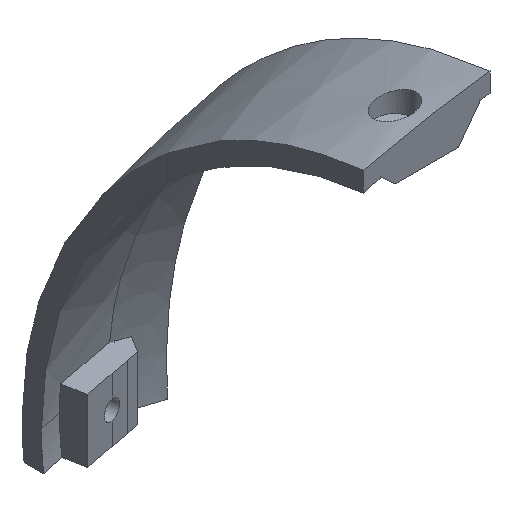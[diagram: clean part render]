
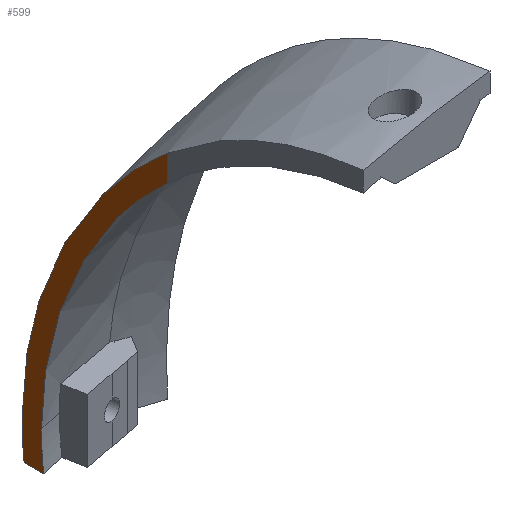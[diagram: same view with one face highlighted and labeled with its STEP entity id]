
A CAD part, isometric view. The second image highlights one B-rep face of the part: STEP entity #599.
In plain terms, the highlighted planar face has unit normal (-1, 0, 0).
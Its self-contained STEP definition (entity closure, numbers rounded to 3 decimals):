
#20=ELLIPSE('',#636,45.751,34.197);
#22=ELLIPSE('',#649,42.716,31.436);
#86=FACE_OUTER_BOUND('',#120,.T.);
#120=EDGE_LOOP('',(#541,#542,#543,#544,#545,#546));
#133=LINE('',#3552,#170);
#150=LINE('',#8926,#187);
#170=VECTOR('',#715,10.);
#187=VECTOR('',#770,10.);
#203=B_SPLINE_CURVE_WITH_KNOTS('',3,(#3478,#3479,#3480,#3481,#3482,#3483,
#3484,#3485,#3486,#3487),.UNSPECIFIED.,.F.,.F.,(4,2,2,2,4),(0.,
0.486,0.83,1.259,1.689),
 .UNSPECIFIED.);
#216=B_SPLINE_CURVE_WITH_KNOTS('',3,(#4208,#4209,#4210,#4211,#4212,#4213,
#4214,#4215,#4216,#4217,#4218,#4219,#4220,#4221,#4222,#4223,#4224,#4225,
#4226,#4227,#4228,#4229),.UNSPECIFIED.,.F.,.F.,(4,3,3,3,3,3,3,4),(-6.764,
-4.671,-3.444,-2.838,-2.392,
-1.341,-0.289,0.),
 .UNSPECIFIED.);
#240=VERTEX_POINT('',#3466);
#241=VERTEX_POINT('',#3477);
#249=VERTEX_POINT('',#3543);
#256=VERTEX_POINT('',#3786);
#257=VERTEX_POINT('',#3793);
#276=VERTEX_POINT('',#8921);
#306=EDGE_CURVE('',#241,#240,#203,.T.);
#317=EDGE_CURVE('',#240,#249,#133,.T.);
#326=EDGE_CURVE('',#256,#257,#20,.T.);
#334=EDGE_CURVE('',#257,#249,#216,.T.);
#353=EDGE_CURVE('',#276,#241,#22,.T.);
#356=EDGE_CURVE('',#276,#256,#150,.T.);
#541=ORIENTED_EDGE('',*,*,#334,.F.);
#542=ORIENTED_EDGE('',*,*,#326,.F.);
#543=ORIENTED_EDGE('',*,*,#356,.F.);
#544=ORIENTED_EDGE('',*,*,#353,.T.);
#545=ORIENTED_EDGE('',*,*,#306,.T.);
#546=ORIENTED_EDGE('',*,*,#317,.T.);
#570=PLANE('',#664);
#599=ADVANCED_FACE('',(#86),#570,.F.);
#636=AXIS2_PLACEMENT_3D('',#3794,#724,#725);
#649=AXIS2_PLACEMENT_3D('',#8922,#763,#764);
#664=AXIS2_PLACEMENT_3D('',#9134,#803,#804);
#715=DIRECTION('',(0.,0.,1.));
#724=DIRECTION('center_axis',(1.,0.,0.));
#725=DIRECTION('ref_axis',(0.,0.345,0.939));
#763=DIRECTION('center_axis',(1.,0.,0.));
#764=DIRECTION('ref_axis',(0.,0.343,0.94));
#770=DIRECTION('',(0.,1.,0.));
#803=DIRECTION('center_axis',(1.,0.,0.));
#804=DIRECTION('ref_axis',(0.,0.,-1.));
#3466=CARTESIAN_POINT('',(-64.,217.65,89.531));
#3477=CARTESIAN_POINT('',(-64.,237.495,46.));
#3478=CARTESIAN_POINT('Ctrl Pts',(-64.,237.495,46.));
#3479=CARTESIAN_POINT('Ctrl Pts',(-64.,237.495,47.621));
#3480=CARTESIAN_POINT('Ctrl Pts',(-64.,237.445,51.498));
#3481=CARTESIAN_POINT('Ctrl Pts',(-64.,235.695,60.192));
#3482=CARTESIAN_POINT('Ctrl Pts',(-64.,234.616,63.736));
#3483=CARTESIAN_POINT('Ctrl Pts',(-64.,231.514,71.378));
#3484=CARTESIAN_POINT('Ctrl Pts',(-64.,229.306,75.438));
#3485=CARTESIAN_POINT('Ctrl Pts',(-64.,224.089,82.945));
#3486=CARTESIAN_POINT('Ctrl Pts',(-64.,221.044,86.439));
#3487=CARTESIAN_POINT('Ctrl Pts',(-64.,217.65,89.531));
#3543=CARTESIAN_POINT('',(-64.,217.65,93.63));
#3552=CARTESIAN_POINT('',(-64.,217.65,97.2));
#3786=CARTESIAN_POINT('',(-64.,240.238,40.));
#3793=CARTESIAN_POINT('',(-64.,240.567,46.));
#3794=CARTESIAN_POINT('Origin',(-64.,204.798,37.634));
#4208=CARTESIAN_POINT('Ctrl Pts',(-64.,240.567,46.));
#4209=CARTESIAN_POINT('Ctrl Pts',(-64.,240.567,47.346));
#4210=CARTESIAN_POINT('Ctrl Pts',(-64.,240.559,50.951));
#4211=CARTESIAN_POINT('Ctrl Pts',(-64.,239.68,55.893));
#4212=CARTESIAN_POINT('Ctrl Pts',(-64.,239.165,58.788));
#4213=CARTESIAN_POINT('Ctrl Pts',(-64.,238.343,62.141));
#4214=CARTESIAN_POINT('Ctrl Pts',(-64.,237.049,65.766));
#4215=CARTESIAN_POINT('Ctrl Pts',(-64.,236.41,67.558));
#4216=CARTESIAN_POINT('Ctrl Pts',(-64.,235.641,69.444));
#4217=CARTESIAN_POINT('Ctrl Pts',(-64.,234.788,71.276));
#4218=CARTESIAN_POINT('Ctrl Pts',(-64.,234.159,72.626));
#4219=CARTESIAN_POINT('Ctrl Pts',(-64.,233.484,73.955));
#4220=CARTESIAN_POINT('Ctrl Pts',(-64.,232.764,75.258));
#4221=CARTESIAN_POINT('Ctrl Pts',(-64.,231.068,78.33));
#4222=CARTESIAN_POINT('Ctrl Pts',(-64.,229.126,81.263));
#4223=CARTESIAN_POINT('Ctrl Pts',(-64.,226.962,84.021));
#4224=CARTESIAN_POINT('Ctrl Pts',(-64.,224.798,86.778));
#4225=CARTESIAN_POINT('Ctrl Pts',(-64.,222.411,89.361));
#4226=CARTESIAN_POINT('Ctrl Pts',(-64.,219.827,91.728));
#4227=CARTESIAN_POINT('Ctrl Pts',(-64.,219.116,92.379));
#4228=CARTESIAN_POINT('Ctrl Pts',(-64.,218.39,93.013));
#4229=CARTESIAN_POINT('Ctrl Pts',(-64.,217.65,93.63));
#8921=CARTESIAN_POINT('',(-64.,237.146,40.));
#8922=CARTESIAN_POINT('Origin',(-64.,204.536,37.831));
#8926=CARTESIAN_POINT('',(-64.,10.25,40.));
#9134=CARTESIAN_POINT('Origin',(-64.,10.25,97.2));
